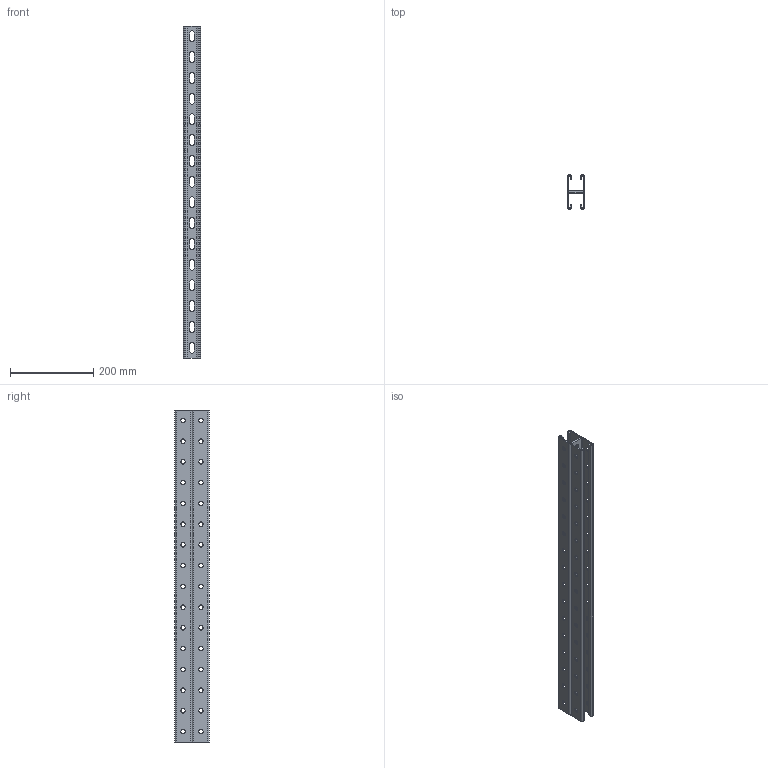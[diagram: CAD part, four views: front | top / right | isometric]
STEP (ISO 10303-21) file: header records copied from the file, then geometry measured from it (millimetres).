
FILE_DESCRIPTION (( 'STEP AP203' ), '1' );
FILE_NAME ('Ïðîôèëü C-îáðàçíûé äâîéíîé 41_BPD4108HDZ.STEP', '2012-11-16T08:32:58', ( 'Àñååâ' ), ( '' ), 'SwSTEP 2.0', 'SolidWorks 2012', '' );
FILE_SCHEMA (( 'CONFIG_CONTROL_DESIGN' ));
Length unit declared in the file: millimetre
Products named in the file (1): Ïðîôèëü C-îáðàçíûé äâîéíîé 41_BPD4108HDZ
Bounding box: 41 x 82 x 800 mm (x, y, z)
Volume: 530181.4 mm3; surface area: 398028.8 mm2
Topology: 1 solids, 1 shells, 184 faces, 578 edges, 396 vertices
Faces by surface type: cylinder 120, plane 64
Full cylindrical faces by diameter (mm): 10.5 x64
Entity records: 6347 total; most frequent: DIRECTION 1092, CARTESIAN_POINT 1031, ORIENTED_EDGE 964, EDGE_CURVE 482, AXIS2_PLACEMENT_3D 425, EDGE_LOOP 408, VERTEX_POINT 364, FACE_OUTER_BOUND 248
